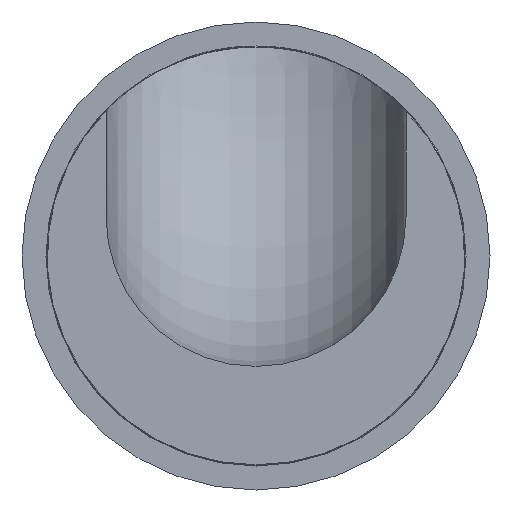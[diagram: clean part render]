
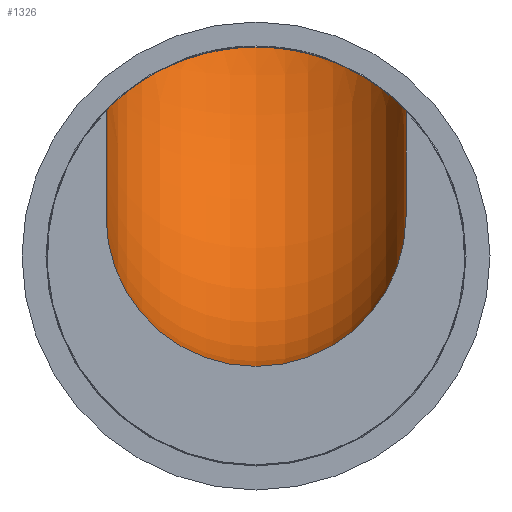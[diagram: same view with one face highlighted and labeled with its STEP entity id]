
A CAD part, front view. The second image highlights one B-rep face of the part: STEP entity #1326.
In plain terms, the highlighted toroidal (fillet/blend) face has major radius 2.17 mm and minor radius 1.25 mm.
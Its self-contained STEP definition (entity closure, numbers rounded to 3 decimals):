
#24 = DIRECTION ( 'NONE',  ( -1., 0., 0. ) ) ;
#29 = AXIS2_PLACEMENT_3D ( 'NONE', #400, #1771, #2834 ) ;
#34 = VERTEX_POINT ( 'NONE', #368 ) ;
#38 = CARTESIAN_POINT ( 'NONE',  ( -1.042, -24.45, 1.399 ) ) ;
#96 = CARTESIAN_POINT ( 'NONE',  ( 1.222, -24.979, 1.241 ) ) ;
#116 = CARTESIAN_POINT ( 'NONE',  ( 1.25, -25.17, 1.21 ) ) ;
#140 = AXIS2_PLACEMENT_3D ( 'NONE', #1402, #3290, #1371 ) ;
#368 = CARTESIAN_POINT ( 'NONE',  ( 1.25, -25.365, 1.21 ) ) ;
#400 = CARTESIAN_POINT ( 'NONE',  ( 0., -27.11, 0.33 ) ) ;
#525 = CARTESIAN_POINT ( 'NONE',  ( -1.25, -27.11, 0.33 ) ) ;
#535 = CIRCLE ( 'NONE', #29, 1.25 ) ;
#587 = CARTESIAN_POINT ( 'NONE',  ( -1.25, -25.171, 1.21 ) ) ;
#591 = CARTESIAN_POINT ( 'NONE',  ( 0., -27.11, 2.5 ) ) ;
#656 = CARTESIAN_POINT ( 'NONE',  ( 1.25, -25.365, 1.21 ) ) ;
#682 = EDGE_CURVE ( 'Defeature ausgef�hrt1_9+Defeature ausgef�hrt1_7+Defeature ausgef�hrt1_4+Defeature ausgef�hrt1_5', #3099, #3062, #1407, .T. ) ;
#695 = DIRECTION ( 'NONE',  ( 0., 0., 1. ) ) ;
#798 = ORIENTED_EDGE ( 'NONE', *, *, #3540, .F. ) ;
#852 = CARTESIAN_POINT ( 'NONE',  ( -1.119, -24.62, 1.335 ) ) ;
#858 = CARTESIAN_POINT ( 'NONE',  ( 0., -27.11, 0.33 ) ) ;
#866 = DIRECTION ( 'NONE',  ( 0., 0., 1. ) ) ;
#871 = DIRECTION ( 'NONE',  ( 0., -1., 0. ) ) ;
#899 = CARTESIAN_POINT ( 'NONE',  ( 0.706, -24.021, 1.599 ) ) ;
#1040 = CARTESIAN_POINT ( 'NONE',  ( -1.25, -25.365, 1.21 ) ) ;
#1093 = AXIS2_PLACEMENT_3D ( 'NONE', #858, #871, #1675 ) ;
#1178 = CARTESIAN_POINT ( 'NONE',  ( -1.25, -25.365, 1.21 ) ) ;
#1183 = CARTESIAN_POINT ( 'NONE',  ( 0.378, -23.841, 1.701 ) ) ;
#1193 = CARTESIAN_POINT ( 'NONE',  ( 0., -23.776, 1.74 ) ) ;
#1212 = ORIENTED_EDGE ( 'NONE', *, *, #1863, .F. ) ;
#1270 = CIRCLE ( 'NONE', #1093, 1.25 ) ;
#1326 = ADVANCED_FACE ( 'Defeature ausgef�hrt1_9', ( #2183 ), #3260, .F. ) ;
#1356 = EDGE_CURVE ( 'Defeature ausgef�hrt1_9+Defeature ausgef�hrt1_5+Defeature ausgef�hrt1_7+Defeature ausgef�hrt1_6', #3102, #1869, #535, .T. ) ;
#1371 = DIRECTION ( 'NONE',  ( 0., 0., 1. ) ) ;
#1402 = CARTESIAN_POINT ( 'NONE',  ( -1.25, -27.11, 2.5 ) ) ;
#1407 = CIRCLE ( 'NONE', #140, 2.17 ) ;
#1433 = CARTESIAN_POINT ( 'NONE',  ( 0., -23.776, 1.74 ) ) ;
#1550 = AXIS2_PLACEMENT_3D ( 'NONE', #591, #24, #866 ) ;
#1590 = B_SPLINE_CURVE_WITH_KNOTS ( 'NONE', 3,
 ( #1178, #587, #1668, #852, #38, #1954, #2247, #2754, #2769, #3355, #1733, #3082 ),
 .UNSPECIFIED., .F., .F.,
 ( 4, 2, 2, 2, 2, 4 ),
 ( 0.001, 0.002, 0.002, 0.003, 0.003, 0.004 ),
 .UNSPECIFIED. ) ;
#1668 = CARTESIAN_POINT ( 'NONE',  ( -1.222, -24.978, 1.241 ) ) ;
#1675 = DIRECTION ( 'NONE',  ( 0., 0., -1. ) ) ;
#1679 = B_SPLINE_CURVE_WITH_KNOTS ( 'NONE', 3,
 ( #1193, #1753, #2278, #1183, #3065, #899, #3335, #1712, #3362, #96, #116, #656 ),
 .UNSPECIFIED., .F., .F.,
 ( 4, 2, 2, 2, 2, 4 ),
 ( 0.004, 0.004, 0.004, 0.005, 0.005, 0.006 ),
 .UNSPECIFIED. ) ;
#1693 = VERTEX_POINT ( 'NONE', #1433 ) ;
#1712 = CARTESIAN_POINT ( 'NONE',  ( 1.043, -24.45, 1.398 ) ) ;
#1728 = CARTESIAN_POINT ( 'NONE',  ( 1.25, -27.11, 0.33 ) ) ;
#1733 = CARTESIAN_POINT ( 'NONE',  ( -0.096, -23.776, 1.74 ) ) ;
#1753 = CARTESIAN_POINT ( 'NONE',  ( 0.096, -23.776, 1.74 ) ) ;
#1771 = DIRECTION ( 'NONE',  ( 0., -1., 0. ) ) ;
#1783 = EDGE_CURVE ( 'Defeature ausgef�hrt1_9+Defeature ausgef�hrt1_5+Defeature ausgef�hrt1_7+Defeature ausgef�hrt1_6', #3062, #3102, #1270, .T. ) ;
#1863 = EDGE_CURVE ( 'Defeature ausgef�hrt1_4+Defeature ausgef�hrt1_9+Defeature ausgef�hrt1_7+Defeature ausgef�hrt1_6', #1693, #34, #1679, .T. ) ;
#1869 = VERTEX_POINT ( 'NONE', #1728 ) ;
#1954 = CARTESIAN_POINT ( 'NONE',  ( -0.838, -24.153, 1.53 ) ) ;
#1964 = ORIENTED_EDGE ( 'NONE', *, *, #2863, .F. ) ;
#2044 = ORIENTED_EDGE ( 'NONE', *, *, #1783, .T. ) ;
#2183 = FACE_OUTER_BOUND ( 'NONE', #2274, .T. ) ;
#2247 = CARTESIAN_POINT ( 'NONE',  ( -0.706, -24.021, 1.599 ) ) ;
#2274 = EDGE_LOOP ( 'NONE', ( #3192, #2044, #2600, #1964, #1212, #798 ) ) ;
#2278 = CARTESIAN_POINT ( 'NONE',  ( 0.194, -23.789, 1.732 ) ) ;
#2546 = AXIS2_PLACEMENT_3D ( 'NONE', #2598, #3412, #695 ) ;
#2598 = CARTESIAN_POINT ( 'NONE',  ( 1.25, -27.11, 2.5 ) ) ;
#2600 = ORIENTED_EDGE ( 'NONE', *, *, #1356, .T. ) ;
#2754 = CARTESIAN_POINT ( 'NONE',  ( -0.466, -23.879, 1.679 ) ) ;
#2769 = CARTESIAN_POINT ( 'NONE',  ( -0.378, -23.841, 1.701 ) ) ;
#2780 = CIRCLE ( 'NONE', #2546, 2.17 ) ;
#2834 = DIRECTION ( 'NONE',  ( 0., 0., -1. ) ) ;
#2863 = EDGE_CURVE ( 'Defeature ausgef�hrt1_6+Defeature ausgef�hrt1_9+Defeature ausgef�hrt1_4+Defeature ausgef�hrt1_5', #34, #1869, #2780, .T. ) ;
#2924 = CARTESIAN_POINT ( 'NONE',  ( 0., -27.11, -0.92 ) ) ;
#3062 = VERTEX_POINT ( 'NONE', #525 ) ;
#3065 = CARTESIAN_POINT ( 'NONE',  ( 0.465, -23.879, 1.679 ) ) ;
#3082 = CARTESIAN_POINT ( 'NONE',  ( 0., -23.776, 1.74 ) ) ;
#3099 = VERTEX_POINT ( 'NONE', #1040 ) ;
#3102 = VERTEX_POINT ( 'NONE', #2924 ) ;
#3192 = ORIENTED_EDGE ( 'NONE', *, *, #682, .T. ) ;
#3260 = TOROIDAL_SURFACE ( 'NONE', #1550, 2.17, 1.25 ) ;
#3290 = DIRECTION ( 'NONE',  ( -1., 0., 0. ) ) ;
#3335 = CARTESIAN_POINT ( 'NONE',  ( 0.837, -24.152, 1.53 ) ) ;
#3355 = CARTESIAN_POINT ( 'NONE',  ( -0.194, -23.789, 1.732 ) ) ;
#3362 = CARTESIAN_POINT ( 'NONE',  ( 1.119, -24.619, 1.335 ) ) ;
#3412 = DIRECTION ( 'NONE',  ( -1., 0., 0. ) ) ;
#3540 = EDGE_CURVE ( 'Defeature ausgef�hrt1_4+Defeature ausgef�hrt1_9+Defeature ausgef�hrt1_7+Defeature ausgef�hrt1_6', #3099, #1693, #1590, .T. ) ;
